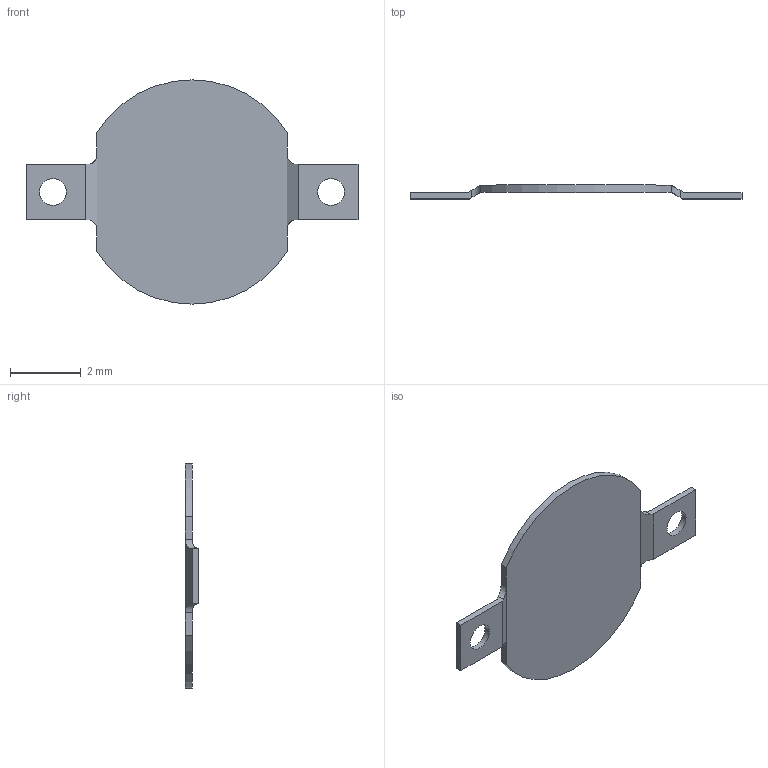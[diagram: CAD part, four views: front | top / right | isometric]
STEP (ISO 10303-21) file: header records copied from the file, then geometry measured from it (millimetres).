
FILE_DESCRIPTION (( 'STEP AP214' ), '1' );
FILE_NAME ('2991.STEP', '2007-12-10T21:35:48', ( 'Richard Maletta' ), ( '' ), 'SwSTEP 2.0', 'SolidWorks 2007', '' );
FILE_SCHEMA (( 'AUTOMOTIVE_DESIGN' ));
Length unit declared in the file: inch
Products named in the file (1): 2991
Bounding box: 9.4 x 0.39 x 6.35 mm (x, y, z)
Volume: 7 mm3; surface area: 76.3 mm2
Topology: 1 solids, 1 shells, 31 faces, 79 edges, 50 vertices
Faces by surface type: plane 20, cylinder 11
Entity records: 958 total; most frequent: CARTESIAN_POINT 185, ORIENTED_EDGE 158, DIRECTION 149, EDGE_CURVE 79, VECTOR 57, LINE 57, VERTEX_POINT 50, AXIS2_PLACEMENT_3D 46
